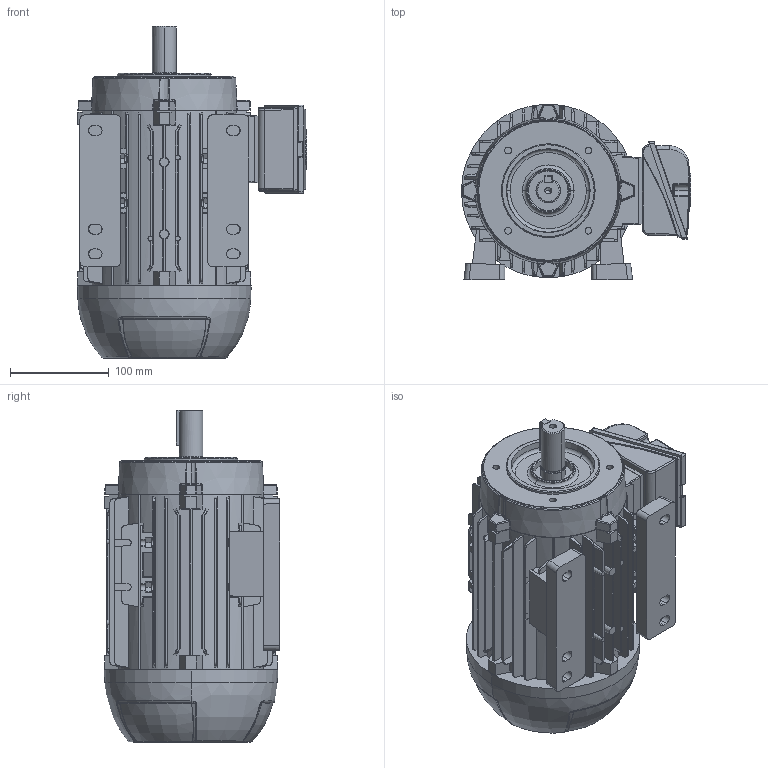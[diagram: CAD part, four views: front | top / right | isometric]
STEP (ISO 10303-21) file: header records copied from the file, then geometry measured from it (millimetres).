
FILE_DESCRIPTION (( 'STEP AP203' ), '1' );
FILE_NAME ('# IEC90 - B3E - L.STEP', '2022-05-26T13:03:10', ( '' ), ( '' ), 'SwSTEP 2.0', 'SolidWorks 2020', '' );
FILE_SCHEMA (( 'CONFIG_CONTROL_DESIGN' ));
Length unit declared in the file: millimetre
Products named in the file (16): 105007074_10.5007.074; 105006084_105006084; IEC90_500014958teste_001; CDIN_50.5007.596- C-Din PadrÆo; Eixo Padrão IEC90 IR3_50.5137.077_IR2; LLLLLLLLL_505007970- COM USINAGEM; 105007080_10.5007.080; # IEC90 - B3E - L; 105006086_105006086; 105007077; IEC90_105032001teste_001_10.5032.018-8x7x36; 505142045_505142045; IEC90_500014957teste_001_10.5007.074; TABELA ROTORES IEC90 4P AC180_50.5295.098 - �89,50; 105010010-6204 NSK_SKF - 6204 - 10,DE,NC,10_68; 105010019-6205 NSK_DIN 625 - 6205 - 12,DE,NC,12_68
Assembly tree (10 placements, depth 3):
  105007074_10.5007.074
  # IEC90 - B3E - L
    LLLLLLLLL_505007970- COM USINAGEM
    105006084_105006084
    105006086_105006086
    505142045_505142045
      Eixo Padrão IEC90 IR3_50.5137.077_IR2
    105007080_10.5007.080
    IEC90_105032001teste_001_10.5032.018-8x7x36
    CDIN_50.5007.596- C-Din PadrÆo
    IEC90_500014957teste_001_10.5007.074
    IEC90_500014958teste_001
  105007077
  TABELA ROTORES IEC90 4P AC180_50.5295.098 - �89,50
  105010010-6204 NSK_SKF - 6204 - 10,DE,NC,10_68
Bounding box: 232.2 x 178 x 336.4 mm (x, y, z)
Volume: 5977795 mm3; surface area: 502273.4 mm2
Topology: 9 solids, 9 shells, 1622 faces, 4258 edges, 2683 vertices
Faces by surface type: plane 777, cylinder 343, bspline 227, cone 148, sphere 64, torus 63
Entity records: 60319 total; most frequent: CARTESIAN_POINT 22016, ORIENTED_EDGE 8436, DIRECTION 6757, EDGE_CURVE 4218, VERTEX_POINT 2675, LINE 2285, VECTOR 2285, AXIS2_PLACEMENT_3D 2236
